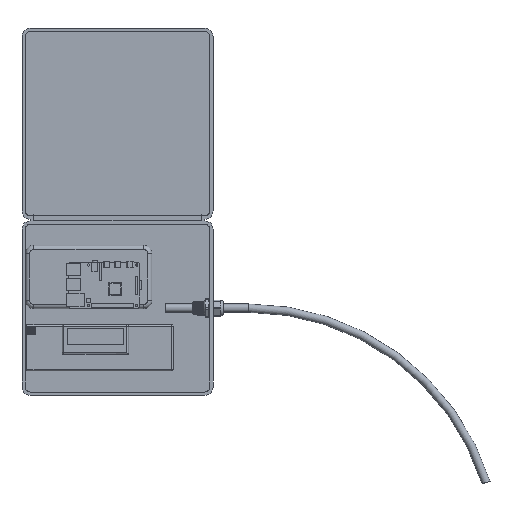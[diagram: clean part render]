
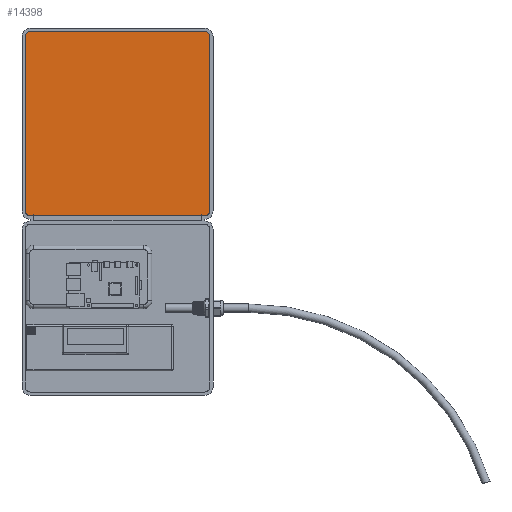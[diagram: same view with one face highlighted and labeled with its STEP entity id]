
A CAD part, front view. The second image highlights one B-rep face of the part: STEP entity #14398.
In plain terms, the highlighted face is planar.
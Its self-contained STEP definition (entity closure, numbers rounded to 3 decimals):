
#1067=PLANE('',#15933);
#1818=FACE_OUTER_BOUND('',#2761,.T.);
#2761=EDGE_LOOP('',(#12930,#12931,#12932,#12933,#12934,#12935,#12936,#12937));
#4406=LINE('',#23491,#6055);
#4419=LINE('',#23528,#6068);
#4420=LINE('',#23532,#6069);
#4421=LINE('',#23533,#6070);
#6055=VECTOR('',#19347,10.);
#6068=VECTOR('',#19384,10.);
#6069=VECTOR('',#19389,10.);
#6070=VECTOR('',#19390,10.);
#6333=CIRCLE('',#15925,6.);
#6334=CIRCLE('',#15927,6.);
#6336=CIRCLE('',#15930,6.);
#6338=CIRCLE('',#15934,6.);
#7507=VERTEX_POINT('',#23488);
#7508=VERTEX_POINT('',#23490);
#7512=VERTEX_POINT('',#23505);
#7513=VERTEX_POINT('',#23509);
#7515=VERTEX_POINT('',#23515);
#7516=VERTEX_POINT('',#23516);
#7520=VERTEX_POINT('',#23526);
#7521=VERTEX_POINT('',#23530);
#9340=EDGE_CURVE('',#7507,#7508,#4406,.F.);
#9350=EDGE_CURVE('',#7507,#7512,#6333,.F.);
#9351=EDGE_CURVE('',#7513,#7508,#6334,.F.);
#9354=EDGE_CURVE('',#7515,#7516,#6336,.T.);
#9360=EDGE_CURVE('',#7516,#7520,#4419,.T.);
#9361=EDGE_CURVE('',#7520,#7521,#6338,.F.);
#9362=EDGE_CURVE('',#7513,#7521,#4420,.T.);
#9363=EDGE_CURVE('',#7512,#7515,#4421,.F.);
#12930=ORIENTED_EDGE('',*,*,#9354,.T.);
#12931=ORIENTED_EDGE('',*,*,#9360,.T.);
#12932=ORIENTED_EDGE('',*,*,#9361,.T.);
#12933=ORIENTED_EDGE('',*,*,#9362,.F.);
#12934=ORIENTED_EDGE('',*,*,#9351,.T.);
#12935=ORIENTED_EDGE('',*,*,#9340,.F.);
#12936=ORIENTED_EDGE('',*,*,#9350,.T.);
#12937=ORIENTED_EDGE('',*,*,#9363,.T.);
#14398=ADVANCED_FACE('',(#1818),#1067,.F.);
#15925=AXIS2_PLACEMENT_3D('',#23507,#19363,#19364);
#15927=AXIS2_PLACEMENT_3D('',#23510,#19367,#19368);
#15930=AXIS2_PLACEMENT_3D('',#23517,#19374,#19375);
#15933=AXIS2_PLACEMENT_3D('',#23529,#19385,#19386);
#15934=AXIS2_PLACEMENT_3D('',#23531,#19387,#19388);
#19347=DIRECTION('',(-1.,0.,0.));
#19363=DIRECTION('center_axis',(0.,-1.,0.));
#19364=DIRECTION('ref_axis',(-0.707,0.,-0.707));
#19367=DIRECTION('center_axis',(0.,-1.,0.));
#19368=DIRECTION('ref_axis',(0.707,0.,-0.707));
#19374=DIRECTION('center_axis',(0.,1.,0.));
#19375=DIRECTION('ref_axis',(-0.707,0.,0.707));
#19384=DIRECTION('',(1.,0.,0.));
#19385=DIRECTION('center_axis',(0.,-1.,0.));
#19386=DIRECTION('ref_axis',(1.,0.,0.));
#19387=DIRECTION('center_axis',(0.,-1.,0.));
#19388=DIRECTION('ref_axis',(0.707,0.,0.707));
#19389=DIRECTION('',(0.,0.,1.));
#19390=DIRECTION('',(0.,0.,-1.));
#23488=CARTESIAN_POINT('',(-105.,64.,111.));
#23490=CARTESIAN_POINT('',(105.,64.,111.));
#23491=CARTESIAN_POINT('',(-57.5,64.,111.));
#23505=CARTESIAN_POINT('',(-111.,64.,117.));
#23507=CARTESIAN_POINT('Origin',(-105.,64.,117.));
#23509=CARTESIAN_POINT('',(111.,64.,117.));
#23510=CARTESIAN_POINT('Origin',(105.,64.,117.));
#23515=CARTESIAN_POINT('',(-111.,64.,327.));
#23516=CARTESIAN_POINT('',(-105.,64.,333.));
#23517=CARTESIAN_POINT('Origin',(-105.,64.,327.));
#23526=CARTESIAN_POINT('',(105.,64.,333.));
#23528=CARTESIAN_POINT('',(-57.5,64.,333.));
#23529=CARTESIAN_POINT('Origin',(-115.,64.,107.));
#23530=CARTESIAN_POINT('',(111.,64.,327.));
#23531=CARTESIAN_POINT('Origin',(105.,64.,327.));
#23532=CARTESIAN_POINT('',(111.,64.,107.));
#23533=CARTESIAN_POINT('',(-111.,64.,107.));
